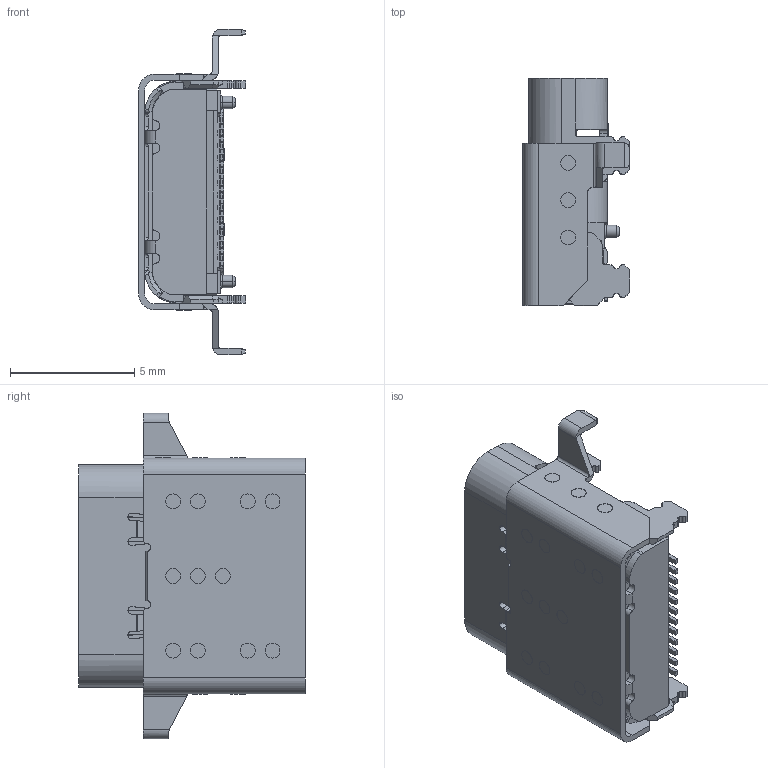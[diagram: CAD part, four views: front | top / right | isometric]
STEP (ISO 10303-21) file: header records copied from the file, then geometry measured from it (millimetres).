
FILE_DESCRIPTION((''),'2;1');
FILE_NAME('MANIFOLD_SOLID_BREP_14483_1_1_1','2020-08-07T',('fei.wu'),(''),'PRO/ENGINEER BY PARAMETRIC TECHNOLOGY CORPORATION, 2011490','PRO/ENGINEER BY PARAMETRIC TECHNOLOGY CORPORATION, 2011490','');
FILE_SCHEMA(('AUTOMOTIVE_DESIGN { 1 0 10303 214 1 1 1 1 }'));
Products named in the file (1): MANIFOLD_SOLID_BREP_14483_1_1_1
Bounding box: 4.32 x 9.12 x 13.09 mm (x, y, z)
Volume: 158.3 mm3; surface area: 762.4 mm2
Topology: 1 solids, 3 shells, 1831 faces, 5287 edges, 3444 vertices
Faces by surface type: plane 1316, cylinder 429, torus 52, cone 28, bspline 6
Entity records: 76749 total; most frequent: CARTESIAN_POINT 12039, ORIENTED_EDGE 10574, DIRECTION 9579, PRESENTATION_STYLE_ASSIGNMENT 5315, STYLED_ITEM 5288, CURVE_STYLE 5287, EDGE_CURVE 5287, VECTOR 4051
